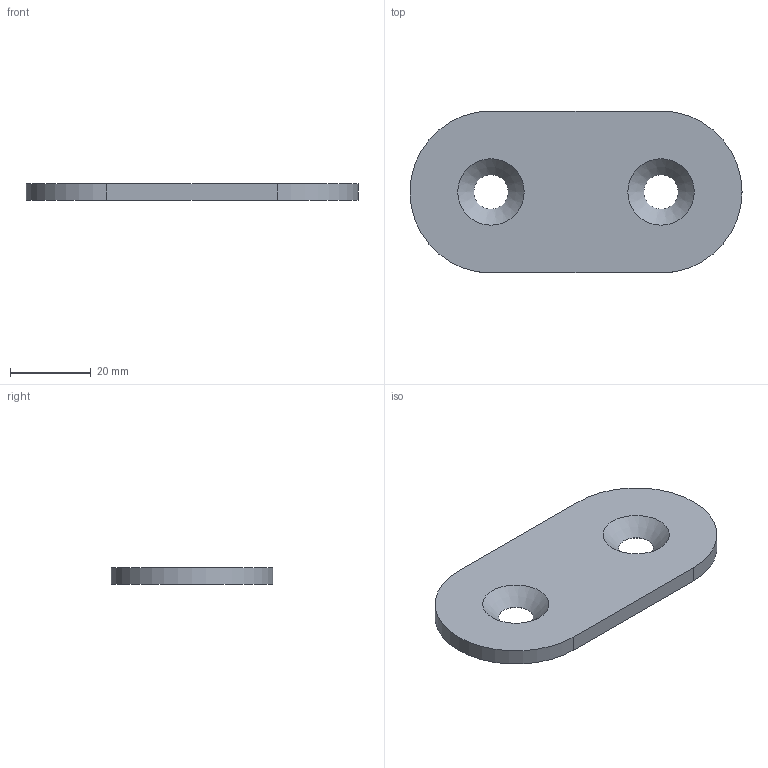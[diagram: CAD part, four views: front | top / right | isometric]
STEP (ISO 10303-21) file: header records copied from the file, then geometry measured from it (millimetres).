
FILE_DESCRIPTION(/* description */ ('Wasserstrahlteil'),/* implementation_level */ '2;1');
FILE_NAME(/* name */ '10519_KriTec_Lasche_8_D40_D40_Stahl_verzinkt.stp',/* time_stamp */ '2014-06-17T14:27:11+02:00',/* author */ ('kostic'),/* organization */ (''),/* preprocessor_version */ 'ST-DEVELOPER v15.2',/* originating_system */ 'Autodesk Inventor 2014',/* authorisation */ '');
FILE_SCHEMA (('AUTOMOTIVE_DESIGN { 1 0 10303 214 3 1 1 }'));
Length unit declared in the file: millimetre
Products named in the file (1): 10519_KriTec_Lasche_8_D40_D40_Stahl_verzinkt
Bounding box: 82 x 40 x 4 mm (x, y, z)
Volume: 10746.9 mm3; surface area: 6615.6 mm2
Topology: 1 solids, 1 shells, 10 faces, 24 edges, 16 vertices
Faces by surface type: cylinder 4, plane 4, cone 2
Full cylindrical faces by diameter (mm): 8.5 x2
Entity records: 289 total; most frequent: DIRECTION 50, CARTESIAN_POINT 43, ORIENTED_EDGE 36, AXIS2_PLACEMENT_3D 21, EDGE_LOOP 18, EDGE_CURVE 18, VERTEX_POINT 14, FACE_BOUND 10
